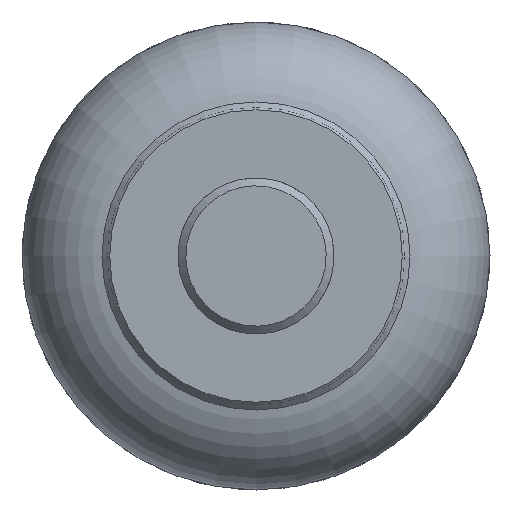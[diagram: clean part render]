
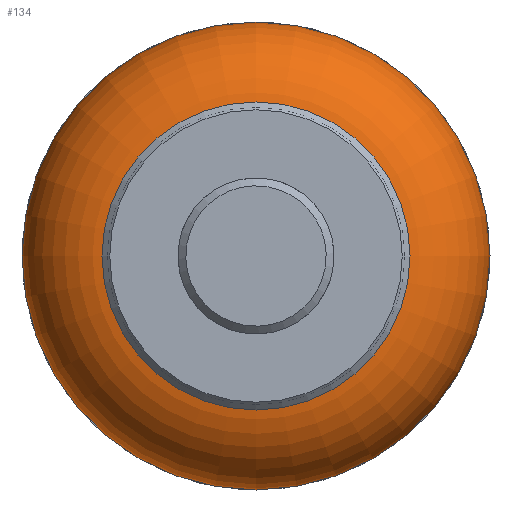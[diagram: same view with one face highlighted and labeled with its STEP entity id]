
A CAD part, left-side view. The second image highlights one B-rep face of the part: STEP entity #134.
In plain terms, the highlighted toroidal (fillet/blend) face has major radius 3.5 mm and minor radius 2.5 mm.
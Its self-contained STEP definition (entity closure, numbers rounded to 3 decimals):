
#107=CARTESIAN_POINT('',(3.1,0.0,0.0));
#108=DIRECTION('',(1.0,0.0,0.0));
#109=DIRECTION('',(0.0,0.0,-1.0));
#110=AXIS2_PLACEMENT_3D('',#107,#108,#109);
#111=TOROIDAL_SURFACE('',#110,3.5,2.5);
#112=CARTESIAN_POINT('',(3.1,6.,0.0));
#113=VERTEX_POINT('',#112);
#114=CARTESIAN_POINT('',(3.1,0.0,0.0));
#115=DIRECTION('',(1.0,0.0,0.0));
#116=DIRECTION('',(0.0,1.0,0.0));
#117=AXIS2_PLACEMENT_3D('',#114,#115,#116);
#118=CIRCLE('',#117,6.);
#119=EDGE_CURVE('',#113,#113,#118,.T.);
#120=ORIENTED_EDGE('',*,*,#119,.F.);
#121=EDGE_LOOP('',(#120));
#122=FACE_OUTER_BOUND('',#121,.T.);
#123=CARTESIAN_POINT('',(0.619,3.804,0.0));
#124=VERTEX_POINT('',#123);
#125=CARTESIAN_POINT('',(0.619,0.0,0.0));
#126=DIRECTION('',(1.0,0.0,0.0));
#127=DIRECTION('',(0.0,1.0,0.0));
#128=AXIS2_PLACEMENT_3D('',#125,#126,#127);
#129=CIRCLE('',#128,3.804);
#130=EDGE_CURVE('',#124,#124,#129,.T.);
#131=ORIENTED_EDGE('',*,*,#130,.T.);
#132=EDGE_LOOP('',(#131));
#133=FACE_BOUND('',#132,.T.);
#134=ADVANCED_FACE('',(#122,#133),#111,.T.);
